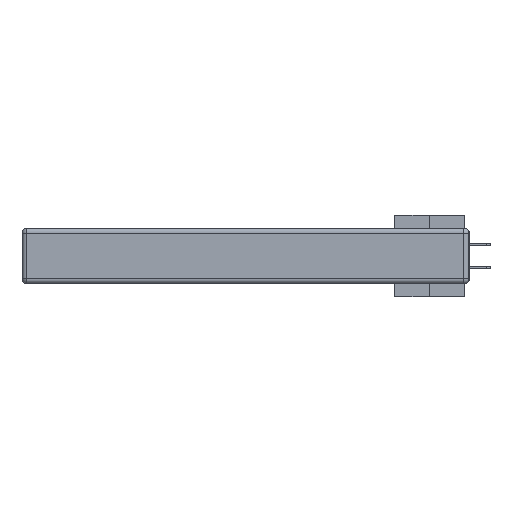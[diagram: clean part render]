
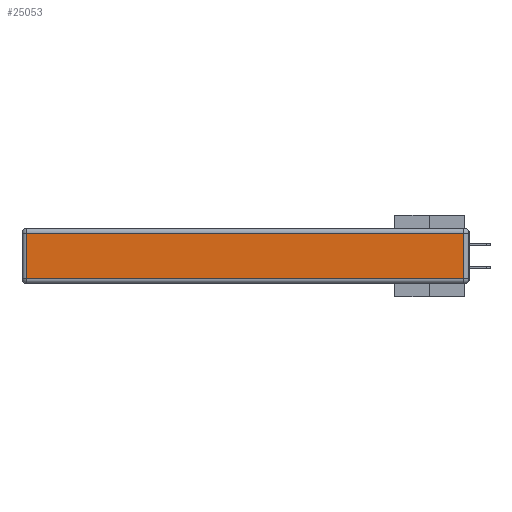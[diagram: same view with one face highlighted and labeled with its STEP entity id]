
A CAD part, left-side view. The second image highlights one B-rep face of the part: STEP entity #25053.
In plain terms, the highlighted planar face has unit normal (-1, 0, 0).
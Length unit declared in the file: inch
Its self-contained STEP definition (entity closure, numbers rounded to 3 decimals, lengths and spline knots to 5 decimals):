
#671 = CARTESIAN_POINT ( 'NONE',  ( 0., 2.72, -0.03 ) ) ;
#1699 = CARTESIAN_POINT ( 'NONE',  ( 0., 0., -0.313 ) ) ;
#2306 = CARTESIAN_POINT ( 'NONE',  ( 0., 2.75, -0.03 ) ) ;
#3256 = VECTOR ( 'NONE', #34810, 39.37008 ) ;
#3674 = EDGE_LOOP ( 'NONE', ( #13612, #18594, #3746, #21553 ) ) ;
#3746 = ORIENTED_EDGE ( 'NONE', *, *, #31988, .T. ) ;
#5090 = LINE ( 'NONE', #2306, #24531 ) ;
#6667 = AXIS2_PLACEMENT_3D ( 'NONE', #33461, #21340, #14811 ) ;
#12494 = CARTESIAN_POINT ( 'NONE',  ( 0., 0.03, -0.343 ) ) ;
#13612 = ORIENTED_EDGE ( 'NONE', *, *, #19286, .T. ) ;
#14811 = DIRECTION ( 'NONE',  ( 0., 0., 1. ) ) ;
#15077 = VERTEX_POINT ( 'NONE', #27020 ) ;
#16222 = DIRECTION ( 'NONE',  ( 0., 0., -1. ) ) ;
#18318 = VERTEX_POINT ( 'NONE', #37733 ) ;
#18594 = ORIENTED_EDGE ( 'NONE', *, *, #24287, .T. ) ;
#18876 = LINE ( 'NONE', #12494, #3256 ) ;
#19286 = EDGE_CURVE ( 'NONE', #15077, #18318, #36195, .T. ) ;
#19570 = VECTOR ( 'NONE', #33167, 39.37008 ) ;
#21340 = DIRECTION ( 'NONE',  ( -1., 0., 0. ) ) ;
#21553 = ORIENTED_EDGE ( 'NONE', *, *, #24655, .T. ) ;
#24287 = EDGE_CURVE ( 'NONE', #18318, #28229, #18876, .T. ) ;
#24531 = VECTOR ( 'NONE', #36114, 39.37008 ) ;
#24655 = EDGE_CURVE ( 'NONE', #35096, #15077, #31997, .T. ) ;
#25053 = ADVANCED_FACE ( 'NONE', ( #33893 ), #27804, .T. ) ;
#26575 = VECTOR ( 'NONE', #16222, 39.37008 ) ;
#27020 = CARTESIAN_POINT ( 'NONE',  ( 0., 2.72, -0.313 ) ) ;
#27804 = PLANE ( 'NONE',  #6667 ) ;
#28229 = VERTEX_POINT ( 'NONE', #31721 ) ;
#31721 = CARTESIAN_POINT ( 'NONE',  ( 0., 0.03, -0.03 ) ) ;
#31988 = EDGE_CURVE ( 'NONE', #28229, #35096, #5090, .T. ) ;
#31997 = LINE ( 'NONE', #37759, #26575 ) ;
#33167 = DIRECTION ( 'NONE',  ( 0., -1., 0. ) ) ;
#33461 = CARTESIAN_POINT ( 'NONE',  ( 0., 0., -0.343 ) ) ;
#33893 = FACE_OUTER_BOUND ( 'NONE', #3674, .T. ) ;
#34810 = DIRECTION ( 'NONE',  ( 0., 0., 1. ) ) ;
#35096 = VERTEX_POINT ( 'NONE', #671 ) ;
#36114 = DIRECTION ( 'NONE',  ( 0., 1., 0. ) ) ;
#36195 = LINE ( 'NONE', #1699, #19570 ) ;
#37733 = CARTESIAN_POINT ( 'NONE',  ( 0., 0.03, -0.313 ) ) ;
#37759 = CARTESIAN_POINT ( 'NONE',  ( 0., 2.72, -0.343 ) ) ;
